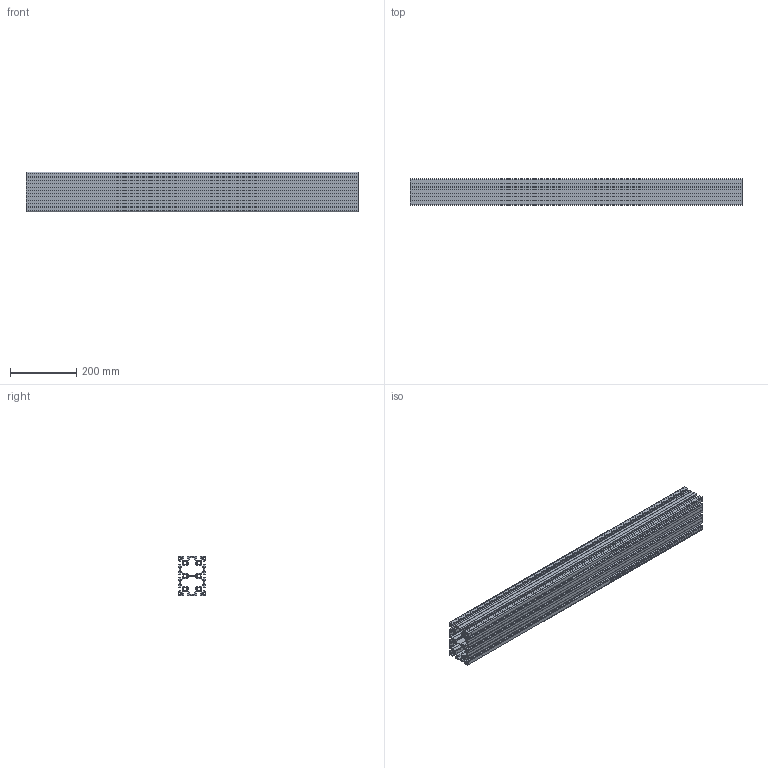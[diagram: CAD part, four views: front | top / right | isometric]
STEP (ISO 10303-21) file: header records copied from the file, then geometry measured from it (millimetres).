
FILE_DESCRIPTION(('STEP AP214'),'1');
FILE_NAME('cctmp_58841CE9-4141-4A2E-B4D4-573991B86F2F_2022_11_03_07_51_19_0720_8504..stp','2022-11-03T06:51:20',('Bosch Rexroth AG'),('CADClick - www.CADClick.com'),'Spatial InterOp 3D',' ','unknown authorization - (Healing Option Enabled)');
FILE_SCHEMA(('AUTOMOTIVE_DESIGN'));
Length unit declared in the file: millimetre
Products named in the file (1): 2022_11_03_07_51_19_0705
Bounding box: 1000 x 80 x 120 mm (x, y, z)
Volume: 2545118.4 mm3; surface area: 1662863.9 mm2
Topology: 1 solids, 1 shells, 398 faces, 1188 edges, 792 vertices
Faces by surface type: plane 362, cylinder 36
Entity records: 16420 total; most frequent: CARTESIAN_POINT 2379, ORIENTED_EDGE 2376, DIRECTION 2058, EDGE_CURVE 1188, LINE 1116, VECTOR 1116, VERTEX_POINT 792, AXIS2_PLACEMENT_3D 471
